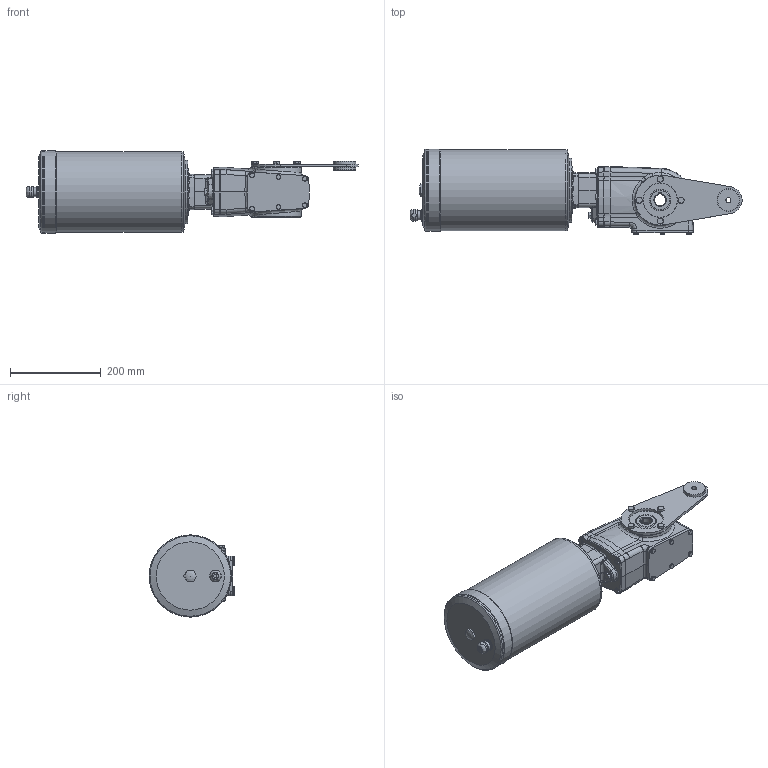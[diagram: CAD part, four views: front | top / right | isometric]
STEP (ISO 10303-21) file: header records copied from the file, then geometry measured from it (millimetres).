
FILE_DESCRIPTION( ( 'Unknown' ), '1' );
FILE_NAME( '52B671B4A654F3FF1AD1A45AB8B2E6.3d.stp', 'Unknown', ( 'Unknown' ), ( 'Unknown' ), 'PSStep 10.1', 'Unknown', ' ' );
FILE_SCHEMA( ( 'AUTOMOTIVE_DESIGN { 1 0 10303 214 1 1 1 1 }' ) );
Length unit declared in the file: millimetre
Products named in the file (1): X42N
Bounding box: 729.9 x 188.5 x 181 mm (x, y, z)
Volume: 11077913.8 mm3; surface area: 432579.3 mm2
Topology: 1 solids, 16 shells, 909 faces, 2118 edges, 1310 vertices
Faces by surface type: plane 324, cylinder 207, cone 197, bspline 105, torus 67, extrusion 4, revolution 4, sphere 1
Full cylindrical faces by diameter (mm): 6.647 x40, 7 x1, 8 x8, 8.9 x12, 9 x8, 11 x1, 11.6 x4, 13 x4, 13.4 x1, 14 x4, 16.662 x1, 18 x1, 20 x1, 24 x1, 30 x1, 39 x1, 40 x2, 40.1 x1, 40.2 x1, 47 x1, 47.5 x2, 50 x2, 75 x2, 75.5 x1, 85 x1, 95 x2, 140 x1, 177.98 x1, 178 x2, 180.98 x2
Entity records: 43064 total; most frequent: CARTESIAN_POINT 17516, DIRECTION 3594, ORIENTED_EDGE 3562, EDGE_CURVE 1781, AXIS2_PLACEMENT_3D 1506, EDGE_LOOP 1230, VERTEX_POINT 1219, FACE_OUTER_BOUND 1074
